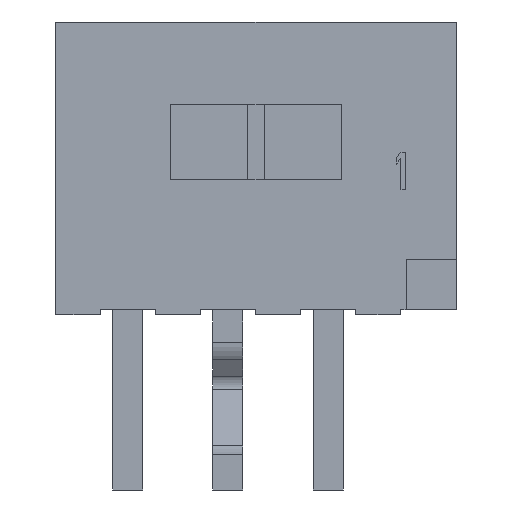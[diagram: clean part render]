
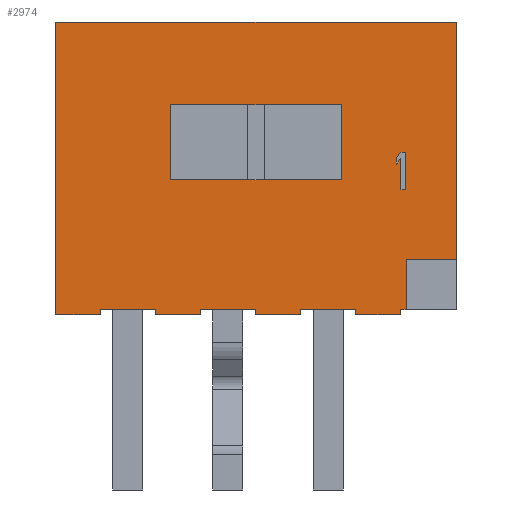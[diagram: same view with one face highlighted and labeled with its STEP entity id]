
A CAD part, front view. The second image highlights one B-rep face of the part: STEP entity #2974.
In plain terms, the highlighted planar face has unit normal (0, -1, 0).
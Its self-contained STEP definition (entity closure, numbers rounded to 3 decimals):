
#5=DIRECTION('',(1.,0.,0.));
#6=VECTOR('',#5,0.9);
#7=CARTESIAN_POINT('',(-0.01,-2.175,-2.925));
#8=LINE('',#7,#6);
#21=DIRECTION('',(1.,0.,0.));
#22=VECTOR('',#21,0.9);
#23=CARTESIAN_POINT('',(-2.01,-2.175,-2.925));
#24=LINE('',#23,#22);
#45=DIRECTION('',(1.,0.,0.));
#46=VECTOR('',#45,0.89);
#47=CARTESIAN_POINT('',(-4.,-2.175,-2.925));
#48=LINE('',#47,#46);
#49=DIRECTION('',(1.,0.,0.));
#50=VECTOR('',#49,0.895);
#51=CARTESIAN_POINT('',(1.99,-2.175,-2.925));
#52=LINE('',#51,#50);
#145=DIRECTION('',(0.,0.,-1.));
#146=VECTOR('',#145,1.5);
#147=CARTESIAN_POINT('',(-1.7,-2.175,1.275));
#148=LINE('',#147,#146);
#149=DIRECTION('',(1.,0.,0.));
#150=VECTOR('',#149,3.4);
#151=CARTESIAN_POINT('',(-1.7,-2.175,-0.225));
#152=LINE('',#151,#150);
#153=DIRECTION('',(0.,0.,1.));
#154=VECTOR('',#153,1.5);
#155=CARTESIAN_POINT('',(1.7,-2.175,-0.225));
#156=LINE('',#155,#154);
#157=DIRECTION('',(-1.,0.,0.));
#158=VECTOR('',#157,3.4);
#159=CARTESIAN_POINT('',(1.7,-2.175,1.275));
#160=LINE('',#159,#158);
#161=DIRECTION('',(-1.,0.,0.));
#162=VECTOR('',#161,1.);
#163=CARTESIAN_POINT('',(4.,-2.175,-1.825));
#164=LINE('',#163,#162);
#165=DIRECTION('',(0.,0.,-1.));
#166=VECTOR('',#165,1.);
#167=CARTESIAN_POINT('',(3.,-2.175,-1.825));
#168=LINE('',#167,#166);
#169=DIRECTION('',(-1.,0.,0.));
#170=VECTOR('',#169,0.115);
#171=CARTESIAN_POINT('',(3.,-2.175,-2.825));
#172=LINE('',#171,#170);
#173=DIRECTION('',(0.,0.,1.));
#174=VECTOR('',#173,0.1);
#175=CARTESIAN_POINT('',(2.885,-2.175,-2.925));
#176=LINE('',#175,#174);
#177=DIRECTION('',(0.,0.,1.));
#178=VECTOR('',#177,0.1);
#179=CARTESIAN_POINT('',(1.99,-2.175,-2.925));
#180=LINE('',#179,#178);
#181=DIRECTION('',(1.,0.,0.));
#182=VECTOR('',#181,1.1);
#183=CARTESIAN_POINT('',(0.89,-2.175,-2.825));
#184=LINE('',#183,#182);
#185=DIRECTION('',(0.,0.,1.));
#186=VECTOR('',#185,0.1);
#187=CARTESIAN_POINT('',(0.89,-2.175,-2.925));
#188=LINE('',#187,#186);
#189=DIRECTION('',(0.,0.,1.));
#190=VECTOR('',#189,0.1);
#191=CARTESIAN_POINT('',(-0.01,-2.175,-2.925));
#192=LINE('',#191,#190);
#193=DIRECTION('',(1.,0.,0.));
#194=VECTOR('',#193,1.1);
#195=CARTESIAN_POINT('',(-1.11,-2.175,-2.825));
#196=LINE('',#195,#194);
#197=DIRECTION('',(0.,0.,1.));
#198=VECTOR('',#197,0.1);
#199=CARTESIAN_POINT('',(-1.11,-2.175,-2.925));
#200=LINE('',#199,#198);
#201=DIRECTION('',(0.,0.,1.));
#202=VECTOR('',#201,0.1);
#203=CARTESIAN_POINT('',(-2.01,-2.175,-2.925));
#204=LINE('',#203,#202);
#205=DIRECTION('',(1.,0.,0.));
#206=VECTOR('',#205,1.1);
#207=CARTESIAN_POINT('',(-3.11,-2.175,-2.825));
#208=LINE('',#207,#206);
#209=DIRECTION('',(0.,0.,1.));
#210=VECTOR('',#209,0.1);
#211=CARTESIAN_POINT('',(-3.11,-2.175,-2.925));
#212=LINE('',#211,#210);
#213=DIRECTION('',(0.,0.,1.));
#214=VECTOR('',#213,5.85);
#215=CARTESIAN_POINT('',(-4.,-2.175,-2.925));
#216=LINE('',#215,#214);
#217=DIRECTION('',(0.,0.,1.));
#218=VECTOR('',#217,0.75);
#219=CARTESIAN_POINT('',(2.988,-2.175,-0.425));
#220=LINE('',#219,#218);
#221=DIRECTION('',(-1.,0.,0.));
#222=VECTOR('',#221,0.094);
#223=CARTESIAN_POINT('',(2.988,-2.175,0.325));
#224=LINE('',#223,#222);
#225=DIRECTION('',(-0.643,0.,-0.766));
#226=VECTOR('',#225,0.146);
#227=CARTESIAN_POINT('',(2.894,-2.175,0.325));
#228=LINE('',#227,#226);
#229=DIRECTION('',(0.,0.,-1.));
#230=VECTOR('',#229,0.128);
#231=CARTESIAN_POINT('',(2.8,-2.175,0.213));
#232=LINE('',#231,#230);
#233=DIRECTION('',(0.643,0.,0.766));
#234=VECTOR('',#233,0.146);
#235=CARTESIAN_POINT('',(2.8,-2.175,0.086));
#236=LINE('',#235,#234);
#237=DIRECTION('',(0.,0.,-1.));
#238=VECTOR('',#237,0.622);
#239=CARTESIAN_POINT('',(2.894,-2.175,0.197));
#240=LINE('',#239,#238);
#241=DIRECTION('',(1.,0.,0.));
#242=VECTOR('',#241,0.094);
#243=CARTESIAN_POINT('',(2.894,-2.175,-0.425));
#244=LINE('',#243,#242);
#345=DIRECTION('',(1.,0.,0.));
#346=VECTOR('',#345,8.);
#347=CARTESIAN_POINT('',(-4.,-2.175,2.925));
#348=LINE('',#347,#346);
#1475=DIRECTION('',(0.,0.,1.));
#1476=VECTOR('',#1475,4.75);
#1477=CARTESIAN_POINT('',(4.,-2.175,-1.825));
#1478=LINE('',#1477,#1476);
#2108=CARTESIAN_POINT('',(-4.,-2.175,-2.925));
#2110=VERTEX_POINT('',#2108);
#2111=CARTESIAN_POINT('',(-4.,-2.175,2.925));
#2112=CARTESIAN_POINT('',(4.,-2.175,2.925));
#2113=VERTEX_POINT('',#2111);
#2114=VERTEX_POINT('',#2112);
#2339=CARTESIAN_POINT('',(-1.7,-2.175,1.275));
#2340=CARTESIAN_POINT('',(-1.7,-2.175,-0.225));
#2341=VERTEX_POINT('',#2339);
#2342=VERTEX_POINT('',#2340);
#2343=CARTESIAN_POINT('',(1.7,-2.175,-0.225));
#2344=VERTEX_POINT('',#2343);
#2345=CARTESIAN_POINT('',(1.7,-2.175,1.275));
#2346=VERTEX_POINT('',#2345);
#2355=CARTESIAN_POINT('',(4.,-2.175,-1.825));
#2356=CARTESIAN_POINT('',(3.,-2.175,-1.825));
#2357=VERTEX_POINT('',#2355);
#2358=VERTEX_POINT('',#2356);
#2359=CARTESIAN_POINT('',(3.,-2.175,-2.825));
#2360=VERTEX_POINT('',#2359);
#2453=CARTESIAN_POINT('',(1.99,-2.175,-2.925));
#2455=VERTEX_POINT('',#2453);
#2457=CARTESIAN_POINT('',(0.89,-2.175,-2.925));
#2459=VERTEX_POINT('',#2457);
#2461=CARTESIAN_POINT('',(1.99,-2.175,-2.825));
#2462=VERTEX_POINT('',#2461);
#2463=CARTESIAN_POINT('',(0.89,-2.175,-2.825));
#2464=VERTEX_POINT('',#2463);
#2479=CARTESIAN_POINT('',(2.885,-2.175,-2.925));
#2480=VERTEX_POINT('',#2479);
#2493=CARTESIAN_POINT('',(2.885,-2.175,-2.825));
#2494=VERTEX_POINT('',#2493);
#2507=CARTESIAN_POINT('',(-0.01,-2.175,-2.925));
#2509=VERTEX_POINT('',#2507);
#2511=CARTESIAN_POINT('',(-1.11,-2.175,-2.925));
#2513=VERTEX_POINT('',#2511);
#2515=CARTESIAN_POINT('',(-0.01,-2.175,-2.825));
#2516=VERTEX_POINT('',#2515);
#2517=CARTESIAN_POINT('',(-1.11,-2.175,-2.825));
#2518=VERTEX_POINT('',#2517);
#2535=CARTESIAN_POINT('',(-2.01,-2.175,-2.925));
#2537=VERTEX_POINT('',#2535);
#2539=CARTESIAN_POINT('',(-3.11,-2.175,-2.925));
#2541=VERTEX_POINT('',#2539);
#2543=CARTESIAN_POINT('',(-2.01,-2.175,-2.825));
#2544=VERTEX_POINT('',#2543);
#2545=CARTESIAN_POINT('',(-3.11,-2.175,-2.825));
#2546=VERTEX_POINT('',#2545);
#2749=CARTESIAN_POINT('',(2.988,-2.175,-0.425));
#2750=CARTESIAN_POINT('',(2.988,-2.175,0.325));
#2751=VERTEX_POINT('',#2749);
#2752=VERTEX_POINT('',#2750);
#2753=CARTESIAN_POINT('',(2.894,-2.175,0.325));
#2754=VERTEX_POINT('',#2753);
#2755=CARTESIAN_POINT('',(2.8,-2.175,0.213));
#2756=VERTEX_POINT('',#2755);
#2757=CARTESIAN_POINT('',(2.8,-2.175,0.086));
#2758=VERTEX_POINT('',#2757);
#2759=CARTESIAN_POINT('',(2.894,-2.175,0.197));
#2760=VERTEX_POINT('',#2759);
#2761=CARTESIAN_POINT('',(2.894,-2.175,-0.425));
#2762=VERTEX_POINT('',#2761);
#2907=CARTESIAN_POINT('',(-4.,-2.175,-2.925));
#2908=DIRECTION('',(0.,-1.,0.));
#2909=DIRECTION('',(1.,0.,0.));
#2910=AXIS2_PLACEMENT_3D('',#2907,#2908,#2909);
#2911=PLANE('',#2910);
#2913=ORIENTED_EDGE('',*,*,#2912,.T.);
#2915=ORIENTED_EDGE('',*,*,#2914,.T.);
#2917=ORIENTED_EDGE('',*,*,#2916,.T.);
#2918=ORIENTED_EDGE('',*,*,#2894,.F.);
#2919=ORIENTED_EDGE('',*,*,#2816,.F.);
#2921=ORIENTED_EDGE('',*,*,#2920,.T.);
#2923=ORIENTED_EDGE('',*,*,#2922,.F.);
#2925=ORIENTED_EDGE('',*,*,#2924,.F.);
#2926=ORIENTED_EDGE('',*,*,#2770,.F.);
#2927=ORIENTED_EDGE('',*,*,#2843,.T.);
#2929=ORIENTED_EDGE('',*,*,#2928,.F.);
#2931=ORIENTED_EDGE('',*,*,#2930,.F.);
#2932=ORIENTED_EDGE('',*,*,#2786,.F.);
#2934=ORIENTED_EDGE('',*,*,#2933,.T.);
#2936=ORIENTED_EDGE('',*,*,#2935,.F.);
#2938=ORIENTED_EDGE('',*,*,#2937,.F.);
#2939=ORIENTED_EDGE('',*,*,#2806,.F.);
#2941=ORIENTED_EDGE('',*,*,#2940,.T.);
#2943=ORIENTED_EDGE('',*,*,#2942,.T.);
#2945=ORIENTED_EDGE('',*,*,#2944,.F.);
#2946=EDGE_LOOP('',(#2913,#2915,#2917,#2918,#2919,#2921,#2923,#2925,#2926,#2927,
#2929,#2931,#2932,#2934,#2936,#2938,#2939,#2941,#2943,#2945));
#2947=FACE_OUTER_BOUND('',#2946,.F.);
#2949=ORIENTED_EDGE('',*,*,#2948,.T.);
#2951=ORIENTED_EDGE('',*,*,#2950,.T.);
#2953=ORIENTED_EDGE('',*,*,#2952,.T.);
#2955=ORIENTED_EDGE('',*,*,#2954,.T.);
#2956=EDGE_LOOP('',(#2949,#2951,#2953,#2955));
#2957=FACE_BOUND('',#2956,.F.);
#2959=ORIENTED_EDGE('',*,*,#2958,.T.);
#2961=ORIENTED_EDGE('',*,*,#2960,.T.);
#2963=ORIENTED_EDGE('',*,*,#2962,.T.);
#2965=ORIENTED_EDGE('',*,*,#2964,.T.);
#2967=ORIENTED_EDGE('',*,*,#2966,.T.);
#2969=ORIENTED_EDGE('',*,*,#2968,.T.);
#2971=ORIENTED_EDGE('',*,*,#2970,.T.);
#2972=EDGE_LOOP('',(#2959,#2961,#2963,#2965,#2967,#2969,#2971));
#2973=FACE_BOUND('',#2972,.F.);
#2974=ADVANCED_FACE('',(#2947,#2957,#2973),#2911,.T.);
#2770=EDGE_CURVE('',#2509,#2459,#8,.T.);
#2786=EDGE_CURVE('',#2537,#2513,#24,.T.);
#2806=EDGE_CURVE('',#2110,#2541,#48,.T.);
#2816=EDGE_CURVE('',#2455,#2480,#52,.T.);
#2843=EDGE_CURVE('',#2509,#2516,#192,.T.);
#2894=EDGE_CURVE('',#2480,#2494,#176,.T.);
#2912=EDGE_CURVE('',#2357,#2358,#164,.T.);
#2914=EDGE_CURVE('',#2358,#2360,#168,.T.);
#2916=EDGE_CURVE('',#2360,#2494,#172,.T.);
#2920=EDGE_CURVE('',#2455,#2462,#180,.T.);
#2922=EDGE_CURVE('',#2464,#2462,#184,.T.);
#2924=EDGE_CURVE('',#2459,#2464,#188,.T.);
#2928=EDGE_CURVE('',#2518,#2516,#196,.T.);
#2930=EDGE_CURVE('',#2513,#2518,#200,.T.);
#2933=EDGE_CURVE('',#2537,#2544,#204,.T.);
#2935=EDGE_CURVE('',#2546,#2544,#208,.T.);
#2937=EDGE_CURVE('',#2541,#2546,#212,.T.);
#2940=EDGE_CURVE('',#2110,#2113,#216,.T.);
#2942=EDGE_CURVE('',#2113,#2114,#348,.T.);
#2944=EDGE_CURVE('',#2357,#2114,#1478,.T.);
#2948=EDGE_CURVE('',#2341,#2342,#148,.T.);
#2950=EDGE_CURVE('',#2342,#2344,#152,.T.);
#2952=EDGE_CURVE('',#2344,#2346,#156,.T.);
#2954=EDGE_CURVE('',#2346,#2341,#160,.T.);
#2958=EDGE_CURVE('',#2751,#2752,#220,.T.);
#2960=EDGE_CURVE('',#2752,#2754,#224,.T.);
#2962=EDGE_CURVE('',#2754,#2756,#228,.T.);
#2964=EDGE_CURVE('',#2756,#2758,#232,.T.);
#2966=EDGE_CURVE('',#2758,#2760,#236,.T.);
#2968=EDGE_CURVE('',#2760,#2762,#240,.T.);
#2970=EDGE_CURVE('',#2762,#2751,#244,.T.);
